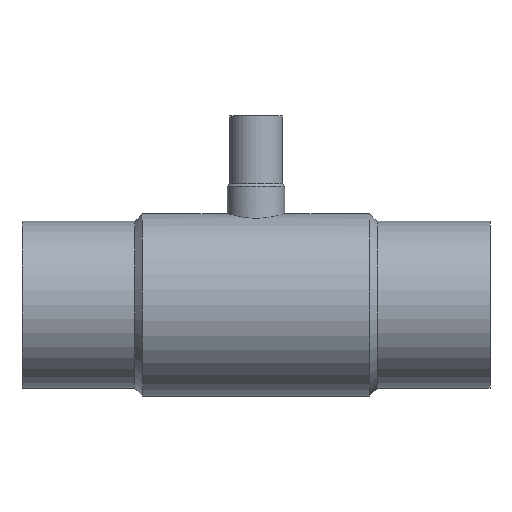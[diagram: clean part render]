
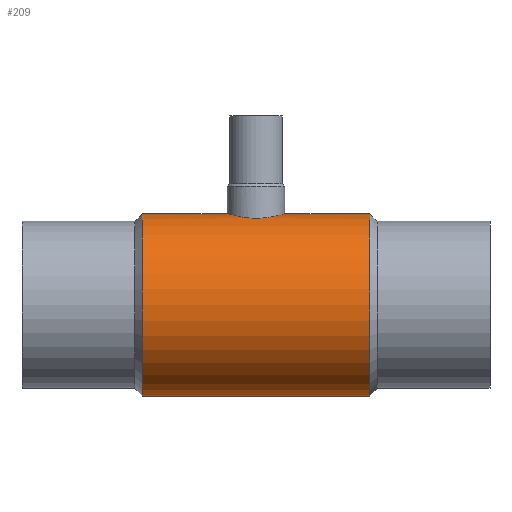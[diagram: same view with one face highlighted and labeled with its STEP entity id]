
A CAD part, top view. The second image highlights one B-rep face of the part: STEP entity #209.
In plain terms, the highlighted cylindrical face has radius 109.1 mm (diameter 218.2 mm), a partial arc.
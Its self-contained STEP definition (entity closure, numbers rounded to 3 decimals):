
#131 = VERTEX_POINT( '', #357 );
#149 = VERTEX_POINT( '', #378 );
#155 = VERTEX_POINT( '', #387 );
#161 = EDGE_CURVE( '', #149, #167, #393, .T. );
#167 = VERTEX_POINT( '', #399 );
#197 = VERTEX_POINT( '', #433 );
#209 = ADVANCED_FACE( '', ( #447 ), #448, .T. );
#221 = EDGE_CURVE( '', #197, #277, #462, .T. );
#223 = EDGE_CURVE( '', #155, #131, #464, .T. );
#247 = EDGE_CURVE( '', #155, #167, #489, .T. );
#277 = VERTEX_POINT( '', #522 );
#303 = EDGE_CURVE( '', #277, #149, #549, .T. );
#321 = EDGE_CURVE( '', #131, #197, #570, .T. );
#357 = CARTESIAN_POINT( '', ( -144.1, -109.1, 0. ) );
#378 = CARTESIAN_POINT( '', ( -314.4, 109.1, 0. ) );
#387 = CARTESIAN_POINT( '', ( -415.9, -109.1, 0. ) );
#393 = LINE( '', #642, #643 );
#399 = CARTESIAN_POINT( '', ( -415.9, 109.1, 0. ) );
#433 = CARTESIAN_POINT( '', ( -144.1, 109.1, 0. ) );
#447 = FACE_OUTER_BOUND( '', #782, .T. );
#448 = CYLINDRICAL_SURFACE( '', #783, 109.1 );
#462 = LINE( '', #803, #804 );
#464 = LINE( '', #807, #808 );
#489 = CIRCLE( '', #842, 109.1 );
#522 = CARTESIAN_POINT( '', ( -245.6, 109.1, 0. ) );
#549 = B_SPLINE_CURVE_WITH_KNOTS( '', 3, ( #1050, #1051, #1052, #1053, #1054, #1055, #1056, #1057, #1058, #1059, #1060, #1061, #1062, #1063, #1064, #1065, #1066, #1067, #1068, #1069, #1070, #1071, #1072, #1073, #1074, #1075, #1076, #1077, #1078, #1079, #1080, #1081, #1082, #1083, #1084, #1085, #1086, #1087, #1088, #1089, #1090, #1091, #1092, #1093, #1094, #1095, #1096, #1097, #1098, #1099, #1100, #1101, #1102, #1103, #1104, #1105, #1106, #1107, #1108, #1109, #1110, #1111, #1112, #1113, #1114, #1115 ), .UNSPECIFIED., .F., .F., ( 4, 2, 2, 2, 2, 2, 2, 2, 2, 2, 2, 2, 2, 2, 2, 2, 2, 2, 2, 2, 2, 2, 2, 2, 2, 2, 2, 2, 2, 2, 2, 2, 4 ), ( 52.219, 55.482, 58.745, 62.008, 65.272, 68.535, 71.798, 75.061, 78.324, 81.588, 84.853, 88.117, 91.381, 94.645, 97.91, 101.174, 104.438, 107.703, 110.967, 114.231, 117.496, 120.76, 124.024, 127.288, 130.553, 133.816, 137.079, 140.342, 143.605, 146.868, 150.131, 153.394, 156.658 ), .UNSPECIFIED. );
#570 = CIRCLE( '', #1142, 109.1 );
#642 = CARTESIAN_POINT( '', ( -280., 109.1, 0. ) );
#643 = VECTOR( '', #1217, 1. );
#782 = EDGE_LOOP( '', ( #1280, #1281, #1282, #1283, #1284, #1285 ) );
#783 = AXIS2_PLACEMENT_3D( '', #1286, #1287, #1288 );
#803 = CARTESIAN_POINT( '', ( -280., 109.1, 0. ) );
#804 = VECTOR( '', #1311, 1. );
#807 = CARTESIAN_POINT( '', ( -280., -109.1, 0. ) );
#808 = VECTOR( '', #1312, 1. );
#842 = AXIS2_PLACEMENT_3D( '', #1339, #1340, #1341 );
#1050 = CARTESIAN_POINT( '', ( -245.6, 109.1, 0. ) );
#1051 = CARTESIAN_POINT( '', ( -245.6, 109.1, 1.088 ) );
#1052 = CARTESIAN_POINT( '', ( -245.652, 109.084, 2.193 ) );
#1053 = CARTESIAN_POINT( '', ( -245.866, 109.016, 4.416 ) );
#1054 = CARTESIAN_POINT( '', ( -246.029, 108.965, 5.535 ) );
#1055 = CARTESIAN_POINT( '', ( -246.468, 108.829, 7.763 ) );
#1056 = CARTESIAN_POINT( '', ( -246.744, 108.744, 8.873 ) );
#1057 = CARTESIAN_POINT( '', ( -247.408, 108.543, 11.065 ) );
#1058 = CARTESIAN_POINT( '', ( -247.796, 108.427, 12.147 ) );
#1059 = CARTESIAN_POINT( '', ( -248.676, 108.169, 14.264 ) );
#1060 = CARTESIAN_POINT( '', ( -249.168, 108.027, 15.3 ) );
#1061 = CARTESIAN_POINT( '', ( -250.25, 107.723, 17.309 ) );
#1062 = CARTESIAN_POINT( '', ( -250.839, 107.561, 18.283 ) );
#1063 = CARTESIAN_POINT( '', ( -252.099, 107.226, 20.154 ) );
#1064 = CARTESIAN_POINT( '', ( -252.771, 107.053, 21.051 ) );
#1065 = CARTESIAN_POINT( '', ( -254.179, 106.704, 22.757 ) );
#1066 = CARTESIAN_POINT( '', ( -254.916, 106.527, 23.565 ) );
#1067 = CARTESIAN_POINT( '', ( -256.435, 106.18, 25.084 ) );
#1068 = CARTESIAN_POINT( '', ( -257.244, 106.003, 25.821 ) );
#1069 = CARTESIAN_POINT( '', ( -258.949, 105.65, 27.23 ) );
#1070 = CARTESIAN_POINT( '', ( -259.847, 105.474, 27.901 ) );
#1071 = CARTESIAN_POINT( '', ( -261.717, 105.133, 29.161 ) );
#1072 = CARTESIAN_POINT( '', ( -262.691, 104.967, 29.75 ) );
#1073 = CARTESIAN_POINT( '', ( -264.701, 104.654, 30.832 ) );
#1074 = CARTESIAN_POINT( '', ( -265.736, 104.507, 31.324 ) );
#1075 = CARTESIAN_POINT( '', ( -267.853, 104.24, 32.204 ) );
#1076 = CARTESIAN_POINT( '', ( -268.934, 104.119, 32.592 ) );
#1077 = CARTESIAN_POINT( '', ( -271.126, 103.909, 33.255 ) );
#1078 = CARTESIAN_POINT( '', ( -272.236, 103.82, 33.532 ) );
#1079 = CARTESIAN_POINT( '', ( -274.464, 103.677, 33.971 ) );
#1080 = CARTESIAN_POINT( '', ( -275.583, 103.623, 34.133 ) );
#1081 = CARTESIAN_POINT( '', ( -277.806, 103.552, 34.348 ) );
#1082 = CARTESIAN_POINT( '', ( -278.912, 103.535, 34.4 ) );
#1083 = CARTESIAN_POINT( '', ( -281.088, 103.535, 34.4 ) );
#1084 = CARTESIAN_POINT( '', ( -282.194, 103.552, 34.348 ) );
#1085 = CARTESIAN_POINT( '', ( -284.417, 103.623, 34.133 ) );
#1086 = CARTESIAN_POINT( '', ( -285.536, 103.677, 33.971 ) );
#1087 = CARTESIAN_POINT( '', ( -287.764, 103.82, 33.532 ) );
#1088 = CARTESIAN_POINT( '', ( -288.874, 103.909, 33.255 ) );
#1089 = CARTESIAN_POINT( '', ( -291.066, 104.119, 32.592 ) );
#1090 = CARTESIAN_POINT( '', ( -292.147, 104.24, 32.204 ) );
#1091 = CARTESIAN_POINT( '', ( -294.264, 104.507, 31.324 ) );
#1092 = CARTESIAN_POINT( '', ( -295.299, 104.654, 30.832 ) );
#1093 = CARTESIAN_POINT( '', ( -297.309, 104.967, 29.75 ) );
#1094 = CARTESIAN_POINT( '', ( -298.283, 105.133, 29.161 ) );
#1095 = CARTESIAN_POINT( '', ( -300.153, 105.474, 27.901 ) );
#1096 = CARTESIAN_POINT( '', ( -301.051, 105.65, 27.23 ) );
#1097 = CARTESIAN_POINT( '', ( -302.756, 106.003, 25.821 ) );
#1098 = CARTESIAN_POINT( '', ( -303.565, 106.18, 25.084 ) );
#1099 = CARTESIAN_POINT( '', ( -305.084, 106.527, 23.565 ) );
#1100 = CARTESIAN_POINT( '', ( -305.821, 106.704, 22.757 ) );
#1101 = CARTESIAN_POINT( '', ( -307.229, 107.053, 21.051 ) );
#1102 = CARTESIAN_POINT( '', ( -307.901, 107.226, 20.154 ) );
#1103 = CARTESIAN_POINT( '', ( -309.161, 107.561, 18.283 ) );
#1104 = CARTESIAN_POINT( '', ( -309.75, 107.723, 17.309 ) );
#1105 = CARTESIAN_POINT( '', ( -310.832, 108.027, 15.3 ) );
#1106 = CARTESIAN_POINT( '', ( -311.324, 108.169, 14.264 ) );
#1107 = CARTESIAN_POINT( '', ( -312.204, 108.427, 12.147 ) );
#1108 = CARTESIAN_POINT( '', ( -312.592, 108.543, 11.065 ) );
#1109 = CARTESIAN_POINT( '', ( -313.256, 108.744, 8.873 ) );
#1110 = CARTESIAN_POINT( '', ( -313.532, 108.829, 7.763 ) );
#1111 = CARTESIAN_POINT( '', ( -313.971, 108.965, 5.535 ) );
#1112 = CARTESIAN_POINT( '', ( -314.134, 109.016, 4.416 ) );
#1113 = CARTESIAN_POINT( '', ( -314.348, 109.084, 2.193 ) );
#1114 = CARTESIAN_POINT( '', ( -314.4, 109.1, 1.088 ) );
#1115 = CARTESIAN_POINT( '', ( -314.4, 109.1, 0. ) );
#1142 = AXIS2_PLACEMENT_3D( '', #1422, #1423, #1424 );
#1217 = DIRECTION( '', ( -1., 0., 0. ) );
#1280 = ORIENTED_EDGE( '', *, *, #221, .T. );
#1281 = ORIENTED_EDGE( '', *, *, #303, .T. );
#1282 = ORIENTED_EDGE( '', *, *, #161, .T. );
#1283 = ORIENTED_EDGE( '', *, *, #247, .F. );
#1284 = ORIENTED_EDGE( '', *, *, #223, .T. );
#1285 = ORIENTED_EDGE( '', *, *, #321, .T. );
#1286 = CARTESIAN_POINT( '', ( -280., 0., 0. ) );
#1287 = DIRECTION( '', ( 1., 0., 0. ) );
#1288 = DIRECTION( '', ( 0., 1., 0. ) );
#1311 = DIRECTION( '', ( -1., 0., 0. ) );
#1312 = DIRECTION( '', ( 1., 0., 0. ) );
#1339 = CARTESIAN_POINT( '', ( -415.9, 0., 0. ) );
#1340 = DIRECTION( '', ( -1., 0., 0. ) );
#1341 = DIRECTION( '', ( 0., 1., 0. ) );
#1422 = CARTESIAN_POINT( '', ( -144.1, 0., 0. ) );
#1423 = DIRECTION( '', ( -1., 0., 0. ) );
#1424 = DIRECTION( '', ( 0., 1., 0. ) );
